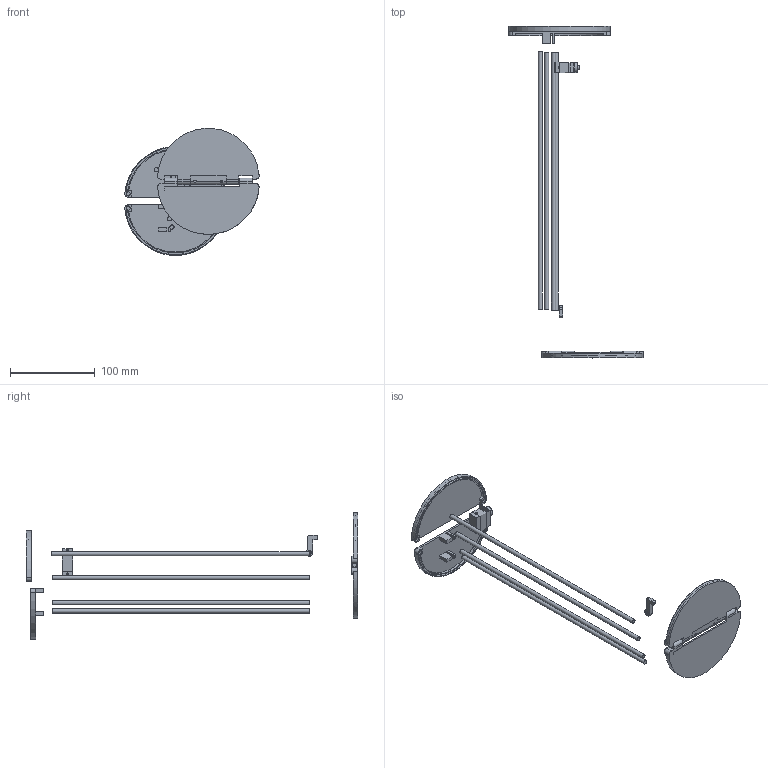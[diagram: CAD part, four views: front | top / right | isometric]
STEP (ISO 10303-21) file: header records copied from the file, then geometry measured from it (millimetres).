
FILE_DESCRIPTION(/* description */ (''),/* implementation_level */ '2;1');
FILE_NAME(/* name */ 'Container 2 parts.step',/* time_stamp */ '2019-01-30T20:30:23-06:00',/* author */ ('Wayne1881'),/* organization */ (''),/* preprocessor_version */ 'ST-DEVELOPER v17.2',/* originating_system */ 'Autodesk Translation Framework v7.6.0.251',/* authorisation */ '');
FILE_SCHEMA (('AUTOMOTIVE_DESIGN { 1 0 10303 214 3 1 1 }'));
Length unit declared in the file: millimetre
Products named in the file (10): Assembly thing newest; Top 2; Component1; Top; Outer Top; Top 1; Rod; Bottom empty half; Bottom servo half; servo
Assembly tree (12 placements, depth 3):
  Assembly thing newest
    Top 2
      Component1
    Top
      Outer Top
      Top 1
    Rod  x4
    Bottom empty half
    Bottom servo half
    servo
Bounding box: 158.65 x 391.4 x 149.86 mm (x, y, z)
Volume: 98909.9 mm3; surface area: 83822.2 mm2
Topology: 14 solids, 14 shells, 300 faces, 712 edges, 447 vertices
Faces by surface type: plane 172, cylinder 110, sphere 16, torus 2
Full cylindrical faces by diameter (mm): 1 x1, 1.6 x2, 1.7 x2, 3 x2, 4.6 x2, 5 x16
Entity records: 9020 total; most frequent: CARTESIAN_POINT 1688, DIRECTION 1538, ORIENTED_EDGE 1406, EDGE_CURVE 703, AXIS2_PLACEMENT_3D 539, LINE 460, VECTOR 460, VERTEX_POINT 441
